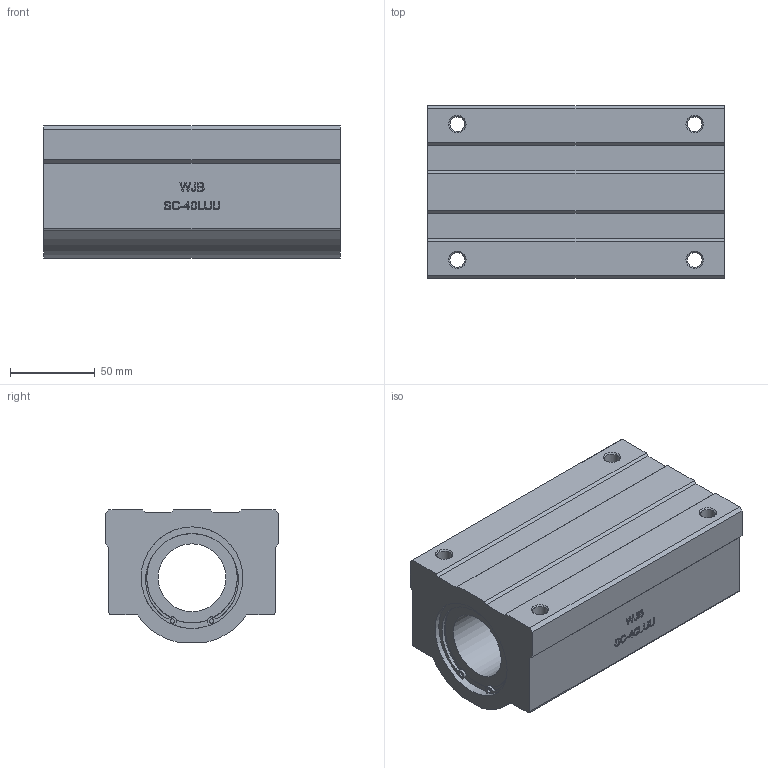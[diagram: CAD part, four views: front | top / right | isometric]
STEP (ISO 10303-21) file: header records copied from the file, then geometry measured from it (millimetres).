
FILE_DESCRIPTION(/* description */ (''),/* implementation_level */ '2;1');
FILE_NAME(/* name */ 'WJB-SC40LUU.stp',/* time_stamp */ '2018-11-27T23:37:33+08:00',/* author */ (''),/* organization */ (''),/* preprocessor_version */ 'ST-DEVELOPER v11',/* originating_system */ 'SIEMENS UGS NX 6.0',/* authorisation */ '');
FILE_SCHEMA (('CONFIG_CONTROL_DESIGN'));
Length unit declared in the file: millimetre
Products named in the file (1): WJB-SC40LUU
Bounding box: 175 x 102 x 78 mm (x, y, z)
Volume: 953414.3 mm3; surface area: 101709 mm2
Topology: 3 solids, 3 shells, 271 faces, 675 edges, 446 vertices
Faces by surface type: plane 174, extrusion 62, cylinder 31, cone 4
Full cylindrical faces by diameter (mm): 2.5 x4, 8.7 x4, 40 x1, 53.4 x2, 57 x2, 60 x4
Entity records: 9784 total; most frequent: CARTESIAN_POINT 3680, ORIENTED_EDGE 1292, DIRECTION 1000, EDGE_CURVE 646, VERTEX_POINT 438, VECTOR 400, EDGE_LOOP 342, LINE 338
